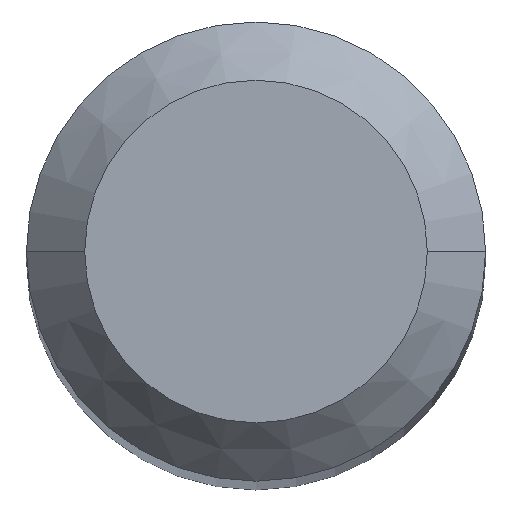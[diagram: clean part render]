
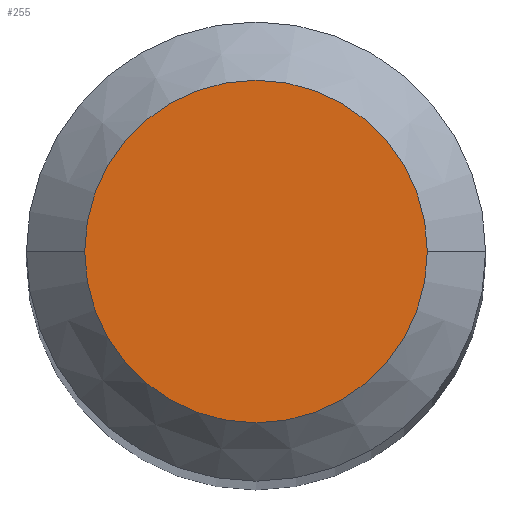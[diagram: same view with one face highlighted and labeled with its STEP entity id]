
A CAD part, top view. The second image highlights one B-rep face of the part: STEP entity #255.
In plain terms, the highlighted planar face has unit normal (0, 0, 1).
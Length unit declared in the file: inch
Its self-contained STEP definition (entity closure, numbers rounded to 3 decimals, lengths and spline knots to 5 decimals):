
#14 = DIRECTION ( 'NONE',  ( 1., 0., 0. ) ) ;
#40 = EDGE_LOOP ( 'NONE', ( #102, #322 ) ) ;
#99 = CIRCLE ( 'NONE', #135, 0.04405 ) ;
#102 = ORIENTED_EDGE ( 'NONE', *, *, #175, .T. ) ;
#123 = CARTESIAN_POINT ( 'NONE',  ( -0.04405, 0., 0. ) ) ;
#125 = EDGE_CURVE ( 'NONE', #236, #381, #99, .T. ) ;
#133 = FACE_OUTER_BOUND ( 'NONE', #40, .T. ) ;
#135 = AXIS2_PLACEMENT_3D ( 'NONE', #380, #311, #382 ) ;
#155 = AXIS2_PLACEMENT_3D ( 'NONE', #201, #346, #14 ) ;
#175 = EDGE_CURVE ( 'NONE', #381, #236, #238, .T. ) ;
#201 = CARTESIAN_POINT ( 'NONE',  ( 0., 0., 0. ) ) ;
#233 = AXIS2_PLACEMENT_3D ( 'NONE', #356, #458, #282 ) ;
#236 = VERTEX_POINT ( 'NONE', #394 ) ;
#238 = CIRCLE ( 'NONE', #155, 0.04405 ) ;
#255 = ADVANCED_FACE ( 'NONE', ( #133 ), #421, .F. ) ;
#282 = DIRECTION ( 'NONE',  ( -1., 0., 0. ) ) ;
#311 = DIRECTION ( 'NONE',  ( 0., 0., 1. ) ) ;
#322 = ORIENTED_EDGE ( 'NONE', *, *, #125, .T. ) ;
#346 = DIRECTION ( 'NONE',  ( 0., 0., 1. ) ) ;
#356 = CARTESIAN_POINT ( 'NONE',  ( 0., 0.04405, 0. ) ) ;
#380 = CARTESIAN_POINT ( 'NONE',  ( 0., 0., 0. ) ) ;
#381 = VERTEX_POINT ( 'NONE', #123 ) ;
#382 = DIRECTION ( 'NONE',  ( 1., 0., 0. ) ) ;
#394 = CARTESIAN_POINT ( 'NONE',  ( 0.04405, 0., 0. ) ) ;
#421 = PLANE ( 'NONE',  #233 ) ;
#458 = DIRECTION ( 'NONE',  ( 0., 0., -1. ) ) ;
